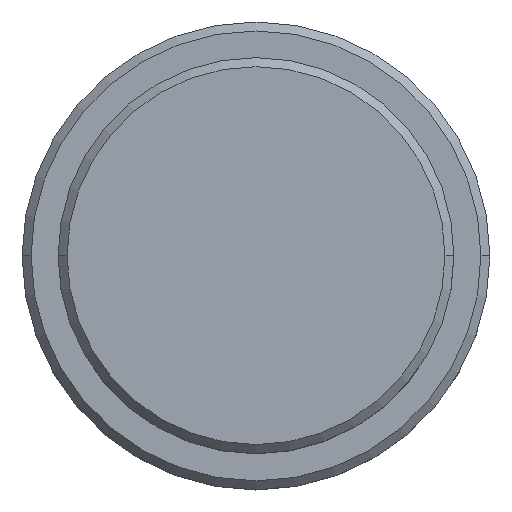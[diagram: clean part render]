
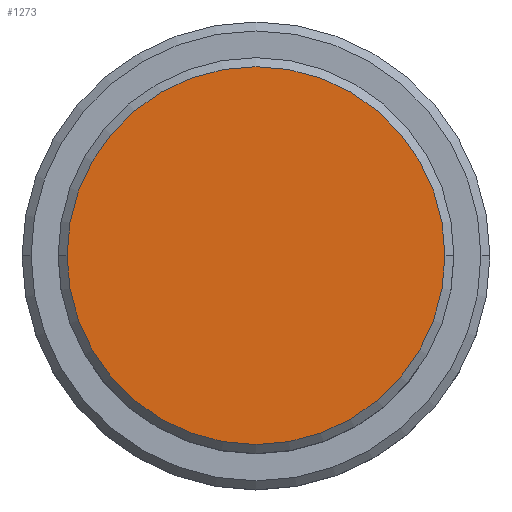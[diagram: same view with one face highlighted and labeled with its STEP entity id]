
A CAD part, top view. The second image highlights one B-rep face of the part: STEP entity #1273.
In plain terms, the highlighted planar face has unit normal (0, 0, 1).
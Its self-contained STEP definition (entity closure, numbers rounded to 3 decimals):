
#4 = ORIENTED_EDGE ( 'NONE', *, *, #769, .T. ) ;
#62 = AXIS2_PLACEMENT_3D ( 'NONE', #138, #976, #1086 ) ;
#122 = CIRCLE ( 'NONE', #962, 10.5 ) ;
#138 = CARTESIAN_POINT ( 'NONE',  ( 0., 0., 0. ) ) ;
#191 = VERTEX_POINT ( 'NONE', #380 ) ;
#197 = CIRCLE ( 'NONE', #1170, 10.5 ) ;
#380 = CARTESIAN_POINT ( 'NONE',  ( 10.5, 0., 0. ) ) ;
#405 = FACE_OUTER_BOUND ( 'NONE', #1232, .T. ) ;
#421 = CARTESIAN_POINT ( 'NONE',  ( -10.5, 0., 0. ) ) ;
#522 = DIRECTION ( 'NONE',  ( 1., 0., 0. ) ) ;
#534 = CARTESIAN_POINT ( 'NONE',  ( 0., 0., 0. ) ) ;
#563 = ORIENTED_EDGE ( 'NONE', *, *, #875, .T. ) ;
#727 = DIRECTION ( 'NONE',  ( 0., 0., 1. ) ) ;
#764 = VERTEX_POINT ( 'NONE', #421 ) ;
#769 = EDGE_CURVE ( 'NONE', #191, #764, #122, .T. ) ;
#777 = PLANE ( 'NONE',  #62 ) ;
#875 = EDGE_CURVE ( 'NONE', #764, #191, #197, .T. ) ;
#883 = CARTESIAN_POINT ( 'NONE',  ( 0., 0., 0. ) ) ;
#962 = AXIS2_PLACEMENT_3D ( 'NONE', #534, #727, #522 ) ;
#976 = DIRECTION ( 'NONE',  ( 0., 0., 1. ) ) ;
#1086 = DIRECTION ( 'NONE',  ( 1., 0., 0. ) ) ;
#1170 = AXIS2_PLACEMENT_3D ( 'NONE', #883, #1224, #1215 ) ;
#1215 = DIRECTION ( 'NONE',  ( 1., 0., 0. ) ) ;
#1224 = DIRECTION ( 'NONE',  ( 0., 0., 1. ) ) ;
#1232 = EDGE_LOOP ( 'NONE', ( #563, #4 ) ) ;
#1273 = ADVANCED_FACE ( 'NONE', ( #405 ), #777, .T. ) ;
